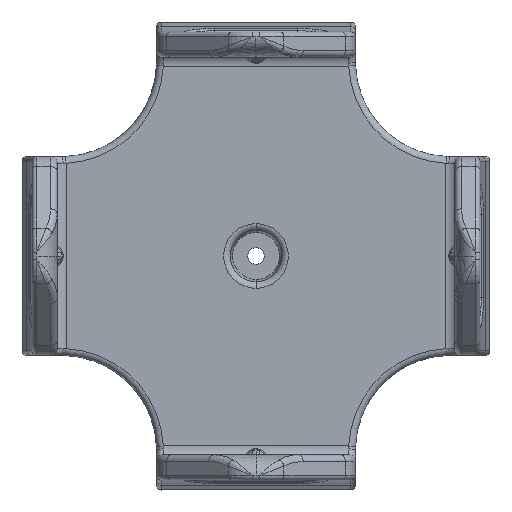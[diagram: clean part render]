
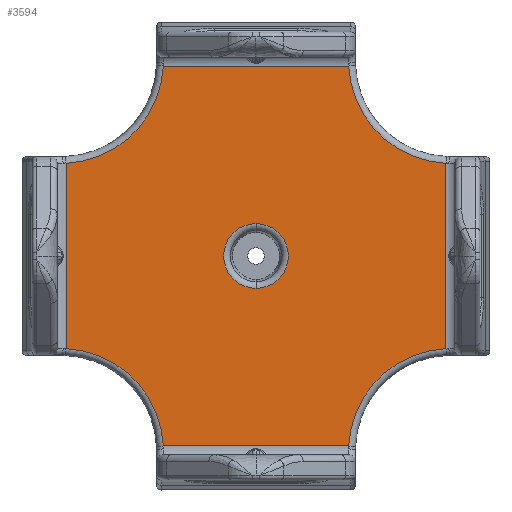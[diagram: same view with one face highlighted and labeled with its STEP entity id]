
A CAD part, left-side view. The second image highlights one B-rep face of the part: STEP entity #3594.
In plain terms, the highlighted planar face has unit normal (-1, 0, 0).
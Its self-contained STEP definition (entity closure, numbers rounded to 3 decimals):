
#159 = VECTOR ( 'NONE', #9035, 1000. ) ;
#409 = CARTESIAN_POINT ( 'NONE',  ( 30.2, 0., 0. ) ) ;
#434 = ORIENTED_EDGE ( 'NONE', *, *, #4361, .T. ) ;
#835 = EDGE_CURVE ( 'NONE', #10790, #1830, #1436, .T. ) ;
#887 = DIRECTION ( 'NONE',  ( 0., 1., 0. ) ) ;
#1255 = ORIENTED_EDGE ( 'NONE', *, *, #8943, .T. ) ;
#1261 = ORIENTED_EDGE ( 'NONE', *, *, #8210, .T. ) ;
#1436 = CIRCLE ( 'NONE', #11432, 15. ) ;
#1765 = FACE_OUTER_BOUND ( 'NONE', #13140, .T. ) ;
#1830 = VERTEX_POINT ( 'NONE', #10419 ) ;
#1902 = CARTESIAN_POINT ( 'NONE',  ( 30.2, -28.65, -28.65 ) ) ;
#2211 = VERTEX_POINT ( 'NONE', #7680 ) ;
#2571 = DIRECTION ( 'NONE',  ( 0., 0., -1. ) ) ;
#2628 = ORIENTED_EDGE ( 'NONE', *, *, #9386, .T. ) ;
#2682 = CARTESIAN_POINT ( 'NONE',  ( 30.2, 0., 0. ) ) ;
#3099 = DIRECTION ( 'NONE',  ( 1., 0., 0. ) ) ;
#3242 = CIRCLE ( 'NONE', #14977, 4.767 ) ;
#3470 = EDGE_CURVE ( 'NONE', #8296, #14435, #13900, .T. ) ;
#3594 = ADVANCED_FACE ( 'NONE', ( #15371, #1765 ), #7209, .F. ) ;
#3858 = ORIENTED_EDGE ( 'NONE', *, *, #3470, .T. ) ;
#3946 = DIRECTION ( 'NONE',  ( 1., 0., 0. ) ) ;
#4248 = CARTESIAN_POINT ( 'NONE',  ( 30.2, 28., -13.664 ) ) ;
#4271 = DIRECTION ( 'NONE',  ( 0., 0., -1. ) ) ;
#4290 = VECTOR ( 'NONE', #887, 1000. ) ;
#4361 = EDGE_CURVE ( 'NONE', #1830, #9307, #14660, .T. ) ;
#4371 = CARTESIAN_POINT ( 'NONE',  ( 30.2, -28., 13.664 ) ) ;
#5166 = CARTESIAN_POINT ( 'NONE',  ( 30.2, 28., 13.664 ) ) ;
#5207 = DIRECTION ( 'NONE',  ( 0., 0., -1. ) ) ;
#5606 = VERTEX_POINT ( 'NONE', #4248 ) ;
#5814 = EDGE_LOOP ( 'NONE', ( #3858, #11664 ) ) ;
#6322 = DIRECTION ( 'NONE',  ( 0., 0., 1. ) ) ;
#6610 = DIRECTION ( 'NONE',  ( 1., 0., 0. ) ) ;
#6882 = CARTESIAN_POINT ( 'NONE',  ( 30.2, 0., -4.767 ) ) ;
#7018 = ORIENTED_EDGE ( 'NONE', *, *, #14473, .T. ) ;
#7207 = DIRECTION ( 'NONE',  ( 0., 0., -1. ) ) ;
#7209 = PLANE ( 'NONE',  #14474 ) ;
#7514 = LINE ( 'NONE', #14413, #4290 ) ;
#7555 = VERTEX_POINT ( 'NONE', #9157 ) ;
#7680 = CARTESIAN_POINT ( 'NONE',  ( 30.2, 13.664, 28. ) ) ;
#7845 = CARTESIAN_POINT ( 'NONE',  ( 30.2, -28., 0. ) ) ;
#8142 = VECTOR ( 'NONE', #6322, 1000. ) ;
#8210 = EDGE_CURVE ( 'NONE', #7555, #2211, #7514, .T. ) ;
#8296 = VERTEX_POINT ( 'NONE', #6882 ) ;
#8463 = AXIS2_PLACEMENT_3D ( 'NONE', #12066, #6610, #2571 ) ;
#8660 = DIRECTION ( 'NONE',  ( 1., 0., 0. ) ) ;
#8663 = VERTEX_POINT ( 'NONE', #14087 ) ;
#8911 = VECTOR ( 'NONE', #10425, 1000. ) ;
#8943 = EDGE_CURVE ( 'NONE', #2211, #16951, #16592, .T. ) ;
#8967 = AXIS2_PLACEMENT_3D ( 'NONE', #16803, #3099, #7207 ) ;
#9035 = DIRECTION ( 'NONE',  ( 0., 0., -1. ) ) ;
#9157 = CARTESIAN_POINT ( 'NONE',  ( 30.2, -13.664, 28. ) ) ;
#9163 = LINE ( 'NONE', #15709, #8911 ) ;
#9307 = VERTEX_POINT ( 'NONE', #4371 ) ;
#9386 = EDGE_CURVE ( 'NONE', #9307, #7555, #13164, .T. ) ;
#9498 = DIRECTION ( 'NONE',  ( 0., 0., -1. ) ) ;
#9754 = DIRECTION ( 'NONE',  ( 1., 0., 0. ) ) ;
#9757 = ORIENTED_EDGE ( 'NONE', *, *, #12781, .T. ) ;
#10165 = EDGE_CURVE ( 'NONE', #8663, #10790, #9163, .T. ) ;
#10292 = LINE ( 'NONE', #17285, #159 ) ;
#10353 = DIRECTION ( 'NONE',  ( 1., 0., 0. ) ) ;
#10419 = CARTESIAN_POINT ( 'NONE',  ( 30.2, -28., -13.664 ) ) ;
#10425 = DIRECTION ( 'NONE',  ( 0., -1., 0. ) ) ;
#10790 = VERTEX_POINT ( 'NONE', #10941 ) ;
#10940 = CARTESIAN_POINT ( 'NONE',  ( 30.2, 28.65, 28.65 ) ) ;
#10941 = CARTESIAN_POINT ( 'NONE',  ( 30.2, -13.664, -28. ) ) ;
#11432 = AXIS2_PLACEMENT_3D ( 'NONE', #1902, #11647, #11559 ) ;
#11559 = DIRECTION ( 'NONE',  ( 0., 0., -1. ) ) ;
#11647 = DIRECTION ( 'NONE',  ( 1., 0., 0. ) ) ;
#11664 = ORIENTED_EDGE ( 'NONE', *, *, #12368, .T. ) ;
#11873 = DIRECTION ( 'NONE',  ( 0., 0., -1. ) ) ;
#12066 = CARTESIAN_POINT ( 'NONE',  ( 30.2, 0., 0. ) ) ;
#12101 = CARTESIAN_POINT ( 'NONE',  ( 30.2, 0., 4.767 ) ) ;
#12313 = AXIS2_PLACEMENT_3D ( 'NONE', #14662, #10353, #11873 ) ;
#12368 = EDGE_CURVE ( 'NONE', #14435, #8296, #3242, .T. ) ;
#12781 = EDGE_CURVE ( 'NONE', #5606, #8663, #16693, .T. ) ;
#13140 = EDGE_LOOP ( 'NONE', ( #1261, #1255, #7018, #9757, #13689, #14307, #434, #2628 ) ) ;
#13164 = CIRCLE ( 'NONE', #12313, 15. ) ;
#13689 = ORIENTED_EDGE ( 'NONE', *, *, #10165, .T. ) ;
#13900 = CIRCLE ( 'NONE', #8463, 4.767 ) ;
#14087 = CARTESIAN_POINT ( 'NONE',  ( 30.2, 13.664, -28. ) ) ;
#14307 = ORIENTED_EDGE ( 'NONE', *, *, #835, .T. ) ;
#14413 = CARTESIAN_POINT ( 'NONE',  ( 30.2, 0., 28. ) ) ;
#14435 = VERTEX_POINT ( 'NONE', #12101 ) ;
#14473 = EDGE_CURVE ( 'NONE', #16951, #5606, #10292, .T. ) ;
#14474 = AXIS2_PLACEMENT_3D ( 'NONE', #409, #8660, #4271 ) ;
#14660 = LINE ( 'NONE', #7845, #8142 ) ;
#14662 = CARTESIAN_POINT ( 'NONE',  ( 30.2, -28.65, 28.65 ) ) ;
#14977 = AXIS2_PLACEMENT_3D ( 'NONE', #2682, #3946, #5207 ) ;
#15371 = FACE_BOUND ( 'NONE', #5814, .T. ) ;
#15709 = CARTESIAN_POINT ( 'NONE',  ( 30.2, 0., -28. ) ) ;
#16592 = CIRCLE ( 'NONE', #17164, 15. ) ;
#16693 = CIRCLE ( 'NONE', #8967, 15. ) ;
#16803 = CARTESIAN_POINT ( 'NONE',  ( 30.2, 28.65, -28.65 ) ) ;
#16951 = VERTEX_POINT ( 'NONE', #5166 ) ;
#17164 = AXIS2_PLACEMENT_3D ( 'NONE', #10940, #9754, #9498 ) ;
#17285 = CARTESIAN_POINT ( 'NONE',  ( 30.2, 28., 0. ) ) ;
